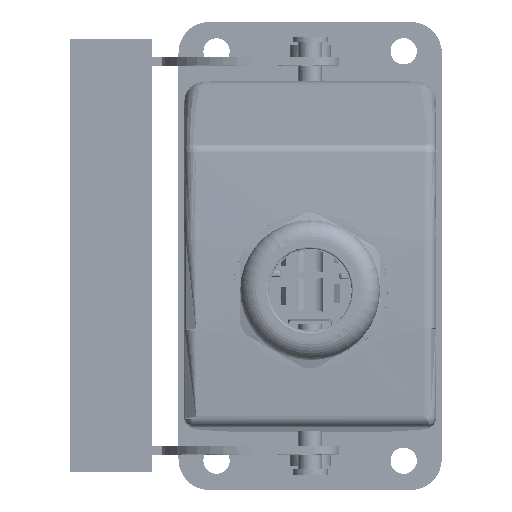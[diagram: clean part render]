
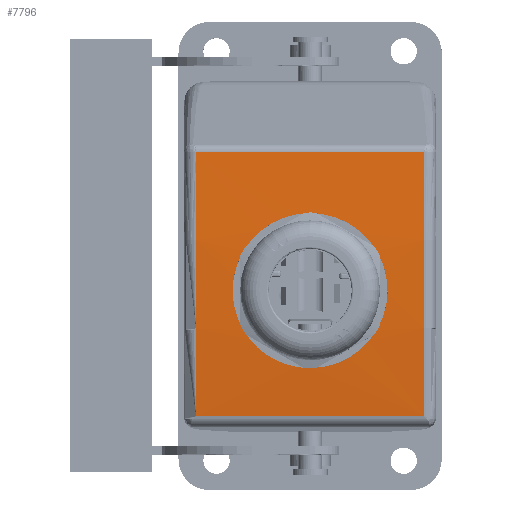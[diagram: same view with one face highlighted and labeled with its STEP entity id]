
A CAD part, top view. The second image highlights one B-rep face of the part: STEP entity #7796.
In plain terms, the highlighted cylindrical face has radius 300 mm (diameter 600 mm), a partial arc.
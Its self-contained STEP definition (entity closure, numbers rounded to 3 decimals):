
#7719=AXIS2_PLACEMENT_3D('Circle Axis2P3D',#7717,#7718,$) ;
#7734=AXIS2_PLACEMENT_3D('Cylinder Axis2P3D',#7731,#7732,#7733) ;
#7745=AXIS2_PLACEMENT_3D('Circle Axis2P3D',#7743,#7744,$) ;
#6321=CARTESIAN_POINT('Vertex',(60.5,12.45,81.979)) ;
#6324=CARTESIAN_POINT('Line Origine',(30.25,12.45,81.979)) ;
#6328=CARTESIAN_POINT('Vertex',(21.5,12.45,81.979)) ;
#7714=CARTESIAN_POINT('Vertex',(60.5,57.62,81.815)) ;
#7717=CARTESIAN_POINT('Axis2P3D Location',(60.5,33.948,-217.25)) ;
#7731=CARTESIAN_POINT('Axis2P3D Location',(41.,33.948,-217.25)) ;
#7736=CARTESIAN_POINT('Line Origine',(41.,57.62,81.815)) ;
#7740=CARTESIAN_POINT('Vertex',(21.5,57.62,81.815)) ;
#7743=CARTESIAN_POINT('Axis2P3D Location',(21.5,33.948,-217.25)) ;
#7755=CARTESIAN_POINT('Control Point',(41.,20.698,82.457)) ;
#7756=CARTESIAN_POINT('Control Point',(43.496,20.698,82.457)) ;
#7757=CARTESIAN_POINT('Control Point',(45.992,21.286,82.483)) ;
#7758=CARTESIAN_POINT('Control Point',(48.303,22.463,82.536)) ;
#7759=CARTESIAN_POINT('Control Point',(51.218,24.972,82.626)) ;
#7760=CARTESIAN_POINT('Control Point',(53.064,28.258,82.699)) ;
#7761=CARTESIAN_POINT('Control Point',(53.547,29.422,82.719)) ;
#7762=CARTESIAN_POINT('Control Point',(54.571,33.049,82.764)) ;
#7763=CARTESIAN_POINT('Control Point',(54.29,36.885,82.752)) ;
#7764=CARTESIAN_POINT('Control Point',(53.491,39.353,82.714)) ;
#7765=CARTESIAN_POINT('Control Point',(51.022,43.358,82.613)) ;
#7766=CARTESIAN_POINT('Control Point',(47.149,45.966,82.512)) ;
#7767=CARTESIAN_POINT('Control Point',(45.172,46.788,82.475)) ;
#7768=CARTESIAN_POINT('Control Point',(43.086,47.198,82.457)) ;
#7769=CARTESIAN_POINT('Control Point',(41.,47.198,82.457)) ;
#7770=CARTESIAN_POINT('Vertex',(41.,20.698,82.457)) ;
#7772=CARTESIAN_POINT('Vertex',(41.,47.198,82.457)) ;
#7776=CARTESIAN_POINT('Control Point',(41.,47.198,82.457)) ;
#7777=CARTESIAN_POINT('Control Point',(38.504,47.198,82.457)) ;
#7778=CARTESIAN_POINT('Control Point',(36.008,46.61,82.483)) ;
#7779=CARTESIAN_POINT('Control Point',(33.697,45.433,82.536)) ;
#7780=CARTESIAN_POINT('Control Point',(30.782,42.925,82.626)) ;
#7781=CARTESIAN_POINT('Control Point',(28.936,39.638,82.699)) ;
#7782=CARTESIAN_POINT('Control Point',(28.453,38.475,82.719)) ;
#7783=CARTESIAN_POINT('Control Point',(27.429,34.847,82.764)) ;
#7784=CARTESIAN_POINT('Control Point',(27.71,31.011,82.752)) ;
#7785=CARTESIAN_POINT('Control Point',(28.509,28.544,82.714)) ;
#7786=CARTESIAN_POINT('Control Point',(30.978,24.538,82.613)) ;
#7787=CARTESIAN_POINT('Control Point',(34.851,21.93,82.512)) ;
#7788=CARTESIAN_POINT('Control Point',(36.828,21.109,82.475)) ;
#7789=CARTESIAN_POINT('Control Point',(38.914,20.698,82.457)) ;
#7790=CARTESIAN_POINT('Control Point',(41.,20.698,82.457)) ;
#6325=DIRECTION('Vector Direction',(1.,0.,0.)) ;
#7718=DIRECTION('Axis2P3D Direction',(1.,0.,0.)) ;
#7732=DIRECTION('Axis2P3D Direction',(-1.,0.,0.)) ;
#7733=DIRECTION('Axis2P3D XDirection',(0.,-0.17,0.985)) ;
#7737=DIRECTION('Vector Direction',(-1.,0.,0.)) ;
#7744=DIRECTION('Axis2P3D Direction',(-1.,0.,0.)) ;
#6326=VECTOR('Line Direction',#6325,1.) ;
#7738=VECTOR('Line Direction',#7737,1.) ;
#7749=ORIENTED_EDGE('',*,*,#7721,.T.) ;
#7750=ORIENTED_EDGE('',*,*,#7742,.T.) ;
#7751=ORIENTED_EDGE('',*,*,#7747,.F.) ;
#7752=ORIENTED_EDGE('',*,*,#6330,.T.) ;
#7793=ORIENTED_EDGE('',*,*,#7774,.F.) ;
#7794=ORIENTED_EDGE('',*,*,#7791,.F.) ;
#7795=FACE_BOUND('',#7792,.T.) ;
#7796=ADVANCED_FACE('1652640000_S.1\\Housing',(#7753,#7795),#7735,.T.) ;
#7754=B_SPLINE_CURVE_WITH_KNOTS('',5,(#7755,#7756,#7757,#7758,#7759,#7760,#7761,#7762,#7763,#7764,#7765,#7766,#7767,#7768,#7769),.UNSPECIFIED.,.F.,.U.,(6,3,3,3,6),(0.,17.786,26.678,44.462,59.323),.UNSPECIFIED.) ;
#7775=B_SPLINE_CURVE_WITH_KNOTS('',5,(#7776,#7777,#7778,#7779,#7780,#7781,#7782,#7783,#7784,#7785,#7786,#7787,#7788,#7789,#7790),.UNSPECIFIED.,.F.,.U.,(6,3,3,3,6),(0.,17.786,26.678,44.462,59.323),.UNSPECIFIED.) ;
#7720=CIRCLE('generated circle',#7719,300.) ;
#7746=CIRCLE('generated circle',#7745,300.) ;
#7735=CYLINDRICAL_SURFACE('generated cylinder',#7734,300.) ;
#6330=EDGE_CURVE('',#6329,#6322,#6327,.T.) ;
#7721=EDGE_CURVE('',#6322,#7715,#7720,.F.) ;
#7742=EDGE_CURVE('',#7715,#7741,#7739,.T.) ;
#7747=EDGE_CURVE('',#6329,#7741,#7746,.T.) ;
#7774=EDGE_CURVE('',#7771,#7773,#7754,.T.) ;
#7791=EDGE_CURVE('',#7773,#7771,#7775,.T.) ;
#7748=EDGE_LOOP('',(#7749,#7750,#7751,#7752)) ;
#7792=EDGE_LOOP('',(#7793,#7794)) ;
#7753=FACE_OUTER_BOUND('',#7748,.T.) ;
#6327=LINE('Line',#6324,#6326) ;
#7739=LINE('Line',#7736,#7738) ;
#6322=VERTEX_POINT('',#6321) ;
#6329=VERTEX_POINT('',#6328) ;
#7715=VERTEX_POINT('',#7714) ;
#7741=VERTEX_POINT('',#7740) ;
#7771=VERTEX_POINT('',#7770) ;
#7773=VERTEX_POINT('',#7772) ;
